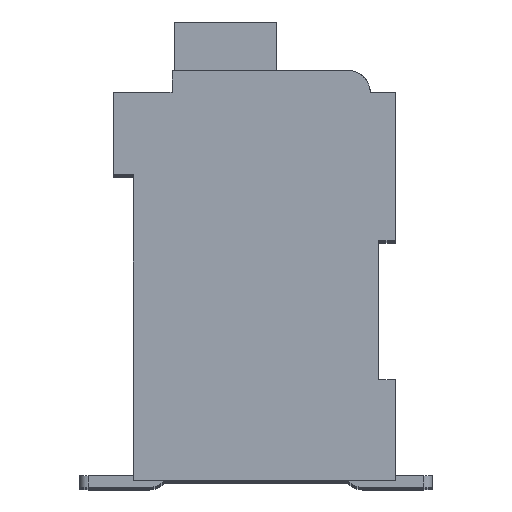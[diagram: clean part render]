
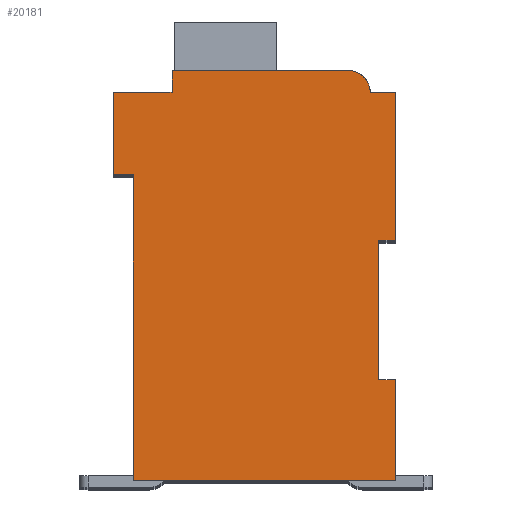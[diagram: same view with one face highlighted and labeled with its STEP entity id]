
A CAD part, top view. The second image highlights one B-rep face of the part: STEP entity #20181.
In plain terms, the highlighted planar face has unit normal (0, 0, 1).
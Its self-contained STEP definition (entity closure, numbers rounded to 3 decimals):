
#4930=DIRECTION('',(1.,0.,0.));
#4931=VECTOR('',#4930,0.5);
#4932=CARTESIAN_POINT('',(7.3,7.15,2.1));
#4933=LINE('',#4932,#4931);
#4934=DIRECTION('',(0.,1.,0.));
#4935=VECTOR('',#4934,4.15);
#4936=CARTESIAN_POINT('',(7.3,3.,2.1));
#4937=LINE('',#4936,#4935);
#4938=DIRECTION('',(-1.,0.,0.));
#4939=VECTOR('',#4938,0.5);
#4940=CARTESIAN_POINT('',(7.8,3.,2.1));
#4941=LINE('',#4940,#4939);
#4942=DIRECTION('',(0.,1.,0.));
#4943=VECTOR('',#4942,3.);
#4944=CARTESIAN_POINT('',(7.8,0.,2.1));
#4945=LINE('',#4944,#4943);
#4946=DIRECTION('',(1.,0.,0.));
#4947=VECTOR('',#4946,7.8);
#4948=CARTESIAN_POINT('',(0.,0.,2.1));
#4949=LINE('',#4948,#4947);
#4950=DIRECTION('',(0.,-1.,0.));
#4951=VECTOR('',#4950,9.1);
#4952=CARTESIAN_POINT('',(0.,9.1,2.1));
#4953=LINE('',#4952,#4951);
#4954=DIRECTION('',(1.,0.,0.));
#4955=VECTOR('',#4954,0.6);
#4956=CARTESIAN_POINT('',(-0.6,9.1,2.1));
#4957=LINE('',#4956,#4955);
#4958=DIRECTION('',(0.,-1.,0.));
#4959=VECTOR('',#4958,2.45);
#4960=CARTESIAN_POINT('',(-0.6,11.55,2.1));
#4961=LINE('',#4960,#4959);
#4962=DIRECTION('',(-1.,0.,0.));
#4963=VECTOR('',#4962,1.75);
#4964=CARTESIAN_POINT('',(1.15,11.55,2.1));
#4965=LINE('',#4964,#4963);
#4966=DIRECTION('',(0.,-1.,0.));
#4967=VECTOR('',#4966,0.65);
#4968=CARTESIAN_POINT('',(1.15,12.2,2.1));
#4969=LINE('',#4968,#4967);
#4970=DIRECTION('',(-1.,0.,0.));
#4971=VECTOR('',#4970,5.25);
#4972=CARTESIAN_POINT('',(6.4,12.2,2.1));
#4973=LINE('',#4972,#4971);
#4974=CARTESIAN_POINT('',(6.4,11.55,2.1));
#4975=DIRECTION('',(0.,0.,1.));
#4976=DIRECTION('',(1.,0.,0.));
#4977=AXIS2_PLACEMENT_3D('',#4974,#4975,#4976);
#4979=DIRECTION('',(-1.,0.,0.));
#4980=VECTOR('',#4979,0.75);
#4981=CARTESIAN_POINT('',(7.8,11.55,2.1));
#4982=LINE('',#4981,#4980);
#4983=DIRECTION('',(0.,1.,0.));
#4984=VECTOR('',#4983,4.4);
#4985=CARTESIAN_POINT('',(7.8,7.15,2.1));
#4986=LINE('',#4985,#4984);
#11597=CARTESIAN_POINT('',(7.3,7.15,2.1));
#11598=CARTESIAN_POINT('',(7.8,7.15,2.1));
#11599=VERTEX_POINT('',#11597);
#11600=VERTEX_POINT('',#11598);
#11601=CARTESIAN_POINT('',(7.8,11.55,2.1));
#11602=VERTEX_POINT('',#11601);
#11603=CARTESIAN_POINT('',(7.05,11.55,2.1));
#11604=VERTEX_POINT('',#11603);
#11605=CARTESIAN_POINT('',(6.4,12.2,2.1));
#11606=VERTEX_POINT('',#11605);
#11607=CARTESIAN_POINT('',(1.15,12.2,2.1));
#11608=VERTEX_POINT('',#11607);
#11609=CARTESIAN_POINT('',(1.15,11.55,2.1));
#11610=VERTEX_POINT('',#11609);
#11611=CARTESIAN_POINT('',(-0.6,11.55,2.1));
#11612=VERTEX_POINT('',#11611);
#11613=CARTESIAN_POINT('',(-0.6,9.1,2.1));
#11614=VERTEX_POINT('',#11613);
#11615=CARTESIAN_POINT('',(0.,9.1,2.1));
#11616=VERTEX_POINT('',#11615);
#11617=CARTESIAN_POINT('',(0.,0.,2.1));
#11618=VERTEX_POINT('',#11617);
#11619=CARTESIAN_POINT('',(7.8,0.,2.1));
#11620=VERTEX_POINT('',#11619);
#11621=CARTESIAN_POINT('',(7.8,3.,2.1));
#11622=VERTEX_POINT('',#11621);
#11623=CARTESIAN_POINT('',(7.3,3.,2.1));
#11624=VERTEX_POINT('',#11623);
#20160=CARTESIAN_POINT('',(0.,0.,2.1));
#20161=DIRECTION('',(0.,0.,1.));
#20162=DIRECTION('',(1.,0.,0.));
#20163=AXIS2_PLACEMENT_3D('',#20160,#20161,#20162);
#20164=PLANE('',#20163);
#20165=ORIENTED_EDGE('',*,*,#15234,.F.);
#20166=ORIENTED_EDGE('',*,*,#15806,.F.);
#20167=ORIENTED_EDGE('',*,*,#16256,.F.);
#20168=ORIENTED_EDGE('',*,*,#16551,.F.);
#20169=ORIENTED_EDGE('',*,*,#16898,.F.);
#20170=ORIENTED_EDGE('',*,*,#17363,.F.);
#20171=ORIENTED_EDGE('',*,*,#17932,.F.);
#20172=ORIENTED_EDGE('',*,*,#18121,.F.);
#20173=ORIENTED_EDGE('',*,*,#18405,.F.);
#20174=ORIENTED_EDGE('',*,*,#18960,.F.);
#20175=ORIENTED_EDGE('',*,*,#19392,.F.);
#20176=ORIENTED_EDGE('',*,*,#18456,.F.);
#20177=ORIENTED_EDGE('',*,*,#18801,.F.);
#20178=ORIENTED_EDGE('',*,*,#15701,.F.);
#20179=EDGE_LOOP('',(#20165,#20166,#20167,#20168,#20169,#20170,#20171,#20172,
#20173,#20174,#20175,#20176,#20177,#20178));
#20180=FACE_OUTER_BOUND('',#20179,.F.);
#4978=CIRCLE('',#4977,0.65);
#15234=EDGE_CURVE('',#11599,#11600,#4933,.T.);
#15701=EDGE_CURVE('',#11600,#11602,#4986,.T.);
#15806=EDGE_CURVE('',#11624,#11599,#4937,.T.);
#16256=EDGE_CURVE('',#11622,#11624,#4941,.T.);
#16551=EDGE_CURVE('',#11620,#11622,#4945,.T.);
#16898=EDGE_CURVE('',#11618,#11620,#4949,.T.);
#17363=EDGE_CURVE('',#11616,#11618,#4953,.T.);
#17932=EDGE_CURVE('',#11614,#11616,#4957,.T.);
#18121=EDGE_CURVE('',#11612,#11614,#4961,.T.);
#18405=EDGE_CURVE('',#11610,#11612,#4965,.T.);
#18456=EDGE_CURVE('',#11604,#11606,#4978,.T.);
#18801=EDGE_CURVE('',#11602,#11604,#4982,.T.);
#18960=EDGE_CURVE('',#11608,#11610,#4969,.T.);
#19392=EDGE_CURVE('',#11606,#11608,#4973,.T.);
#20181=ADVANCED_FACE('',(#20180),#20164,.T.);
